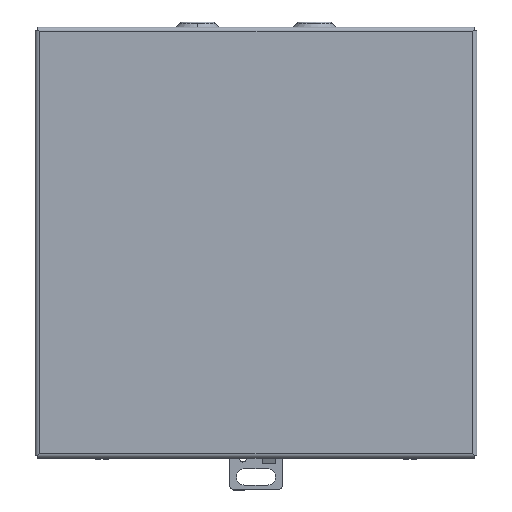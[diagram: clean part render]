
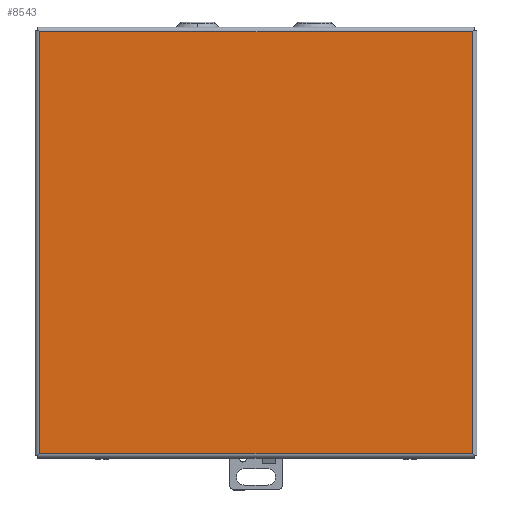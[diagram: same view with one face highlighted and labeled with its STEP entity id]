
A CAD part, top view. The second image highlights one B-rep face of the part: STEP entity #8543.
In plain terms, the highlighted planar face has unit normal (0, 0, 1).
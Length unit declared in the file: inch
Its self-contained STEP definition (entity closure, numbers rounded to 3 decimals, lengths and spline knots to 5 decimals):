
#260 = ORIENTED_EDGE ( 'NONE', *, *, #5093, .F. ) ;
#722 = CARTESIAN_POINT ( 'NONE',  ( -4.1585, -0.029, 4.0285 ) ) ;
#2279 = DIRECTION ( 'NONE',  ( 0., -1., 0. ) ) ;
#2771 = CARTESIAN_POINT ( 'NONE',  ( -4.1585, -8.135, 4.0285 ) ) ;
#2998 = CARTESIAN_POINT ( 'NONE',  ( 4.1585, -0.029, 4.0285 ) ) ;
#3545 = LINE ( 'NONE', #6027, #11183 ) ;
#4388 = AXIS2_PLACEMENT_3D ( 'NONE', #4573, #14386, #4736 ) ;
#4555 = VERTEX_POINT ( 'NONE', #14740 ) ;
#4573 = CARTESIAN_POINT ( 'NONE',  ( 4.1585, -0.029, 4.0285 ) ) ;
#4736 = DIRECTION ( 'NONE',  ( -1., 0., 0. ) ) ;
#5093 = EDGE_CURVE ( 'NONE', #4555, #15194, #6024, .T. ) ;
#5677 = EDGE_CURVE ( 'NONE', #8050, #4555, #3545, .T. ) ;
#5767 = FACE_OUTER_BOUND ( 'NONE', #14479, .T. ) ;
#6024 = LINE ( 'NONE', #6909, #10920 ) ;
#6027 = CARTESIAN_POINT ( 'NONE',  ( 4.1585, -0.029, 4.0285 ) ) ;
#6731 = LINE ( 'NONE', #9508, #10032 ) ;
#6909 = CARTESIAN_POINT ( 'NONE',  ( 4.1585, -8.135, 4.0285 ) ) ;
#7488 = DIRECTION ( 'NONE',  ( 0., 1., 0. ) ) ;
#7909 = EDGE_CURVE ( 'NONE', #15194, #12939, #15123, .T. ) ;
#8050 = VERTEX_POINT ( 'NONE', #2998 ) ;
#8308 = DIRECTION ( 'NONE',  ( 1., 0., 0. ) ) ;
#8485 = PLANE ( 'NONE',  #4388 ) ;
#8498 = DIRECTION ( 'NONE',  ( -1., 0., 0. ) ) ;
#8543 = ADVANCED_FACE ( 'NONE', ( #5767 ), #8485, .T. ) ;
#9508 = CARTESIAN_POINT ( 'NONE',  ( -4.1585, -0.029, 4.0285 ) ) ;
#9742 = CARTESIAN_POINT ( 'NONE',  ( -4.1585, -8.135, 4.0285 ) ) ;
#10032 = VECTOR ( 'NONE', #8308, 39.37008 ) ;
#10384 = EDGE_CURVE ( 'NONE', #12939, #8050, #6731, .T. ) ;
#10823 = ORIENTED_EDGE ( 'NONE', *, *, #10384, .F. ) ;
#10920 = VECTOR ( 'NONE', #8498, 39.37008 ) ;
#11183 = VECTOR ( 'NONE', #2279, 39.37008 ) ;
#11737 = ORIENTED_EDGE ( 'NONE', *, *, #7909, .F. ) ;
#12939 = VERTEX_POINT ( 'NONE', #722 ) ;
#13038 = VECTOR ( 'NONE', #7488, 39.37008 ) ;
#13803 = ORIENTED_EDGE ( 'NONE', *, *, #5677, .F. ) ;
#14386 = DIRECTION ( 'NONE',  ( 0., 0., 1. ) ) ;
#14479 = EDGE_LOOP ( 'NONE', ( #11737, #260, #13803, #10823 ) ) ;
#14740 = CARTESIAN_POINT ( 'NONE',  ( 4.1585, -8.135, 4.0285 ) ) ;
#15123 = LINE ( 'NONE', #2771, #13038 ) ;
#15194 = VERTEX_POINT ( 'NONE', #9742 ) ;
